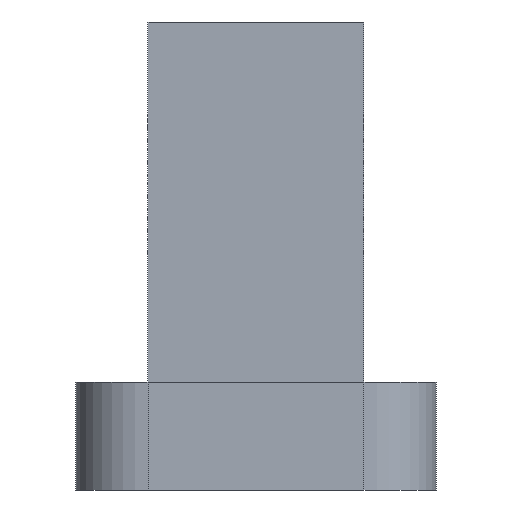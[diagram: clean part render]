
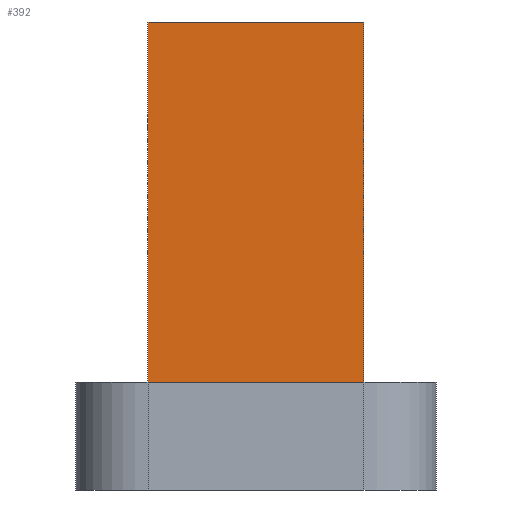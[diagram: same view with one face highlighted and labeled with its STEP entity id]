
A CAD part, left-side view. The second image highlights one B-rep face of the part: STEP entity #392.
In plain terms, the highlighted planar face has unit normal (-1, 0, 0).
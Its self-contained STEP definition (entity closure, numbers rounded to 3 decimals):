
#44=FACE_OUTER_BOUND('',#66,.T.);
#66=EDGE_LOOP('',(#283,#284,#285,#286));
#101=LINE('',#607,#143);
#102=LINE('',#609,#144);
#103=LINE('',#611,#145);
#104=LINE('',#612,#146);
#143=VECTOR('',#492,10.);
#144=VECTOR('',#493,10.);
#145=VECTOR('',#494,10.);
#146=VECTOR('',#495,10.);
#181=VERTEX_POINT('',#605);
#182=VERTEX_POINT('',#606);
#183=VERTEX_POINT('',#608);
#184=VERTEX_POINT('',#610);
#221=EDGE_CURVE('',#181,#182,#101,.T.);
#222=EDGE_CURVE('',#181,#183,#102,.T.);
#223=EDGE_CURVE('',#184,#183,#103,.T.);
#224=EDGE_CURVE('',#182,#184,#104,.T.);
#283=ORIENTED_EDGE('',*,*,#221,.F.);
#284=ORIENTED_EDGE('',*,*,#222,.T.);
#285=ORIENTED_EDGE('',*,*,#223,.F.);
#286=ORIENTED_EDGE('',*,*,#224,.F.);
#376=PLANE('',#437);
#392=ADVANCED_FACE('',(#44),#376,.T.);
#437=AXIS2_PLACEMENT_3D('',#604,#490,#491);
#490=DIRECTION('center_axis',(-1.,0.,0.));
#491=DIRECTION('ref_axis',(0.,-1.,0.));
#492=DIRECTION('',(0.,1.,0.));
#493=DIRECTION('',(0.,0.,1.));
#494=DIRECTION('',(0.,-1.,0.));
#495=DIRECTION('',(0.,0.,1.));
#604=CARTESIAN_POINT('Origin',(1.155,1.609,3.));
#605=CARTESIAN_POINT('',(1.155,-4.391,3.));
#606=CARTESIAN_POINT('',(1.155,1.609,3.));
#607=CARTESIAN_POINT('',(1.155,0.109,3.));
#608=CARTESIAN_POINT('',(1.155,-4.391,13.));
#609=CARTESIAN_POINT('',(1.155,-4.391,3.));
#610=CARTESIAN_POINT('',(1.155,1.609,13.));
#611=CARTESIAN_POINT('',(1.155,1.609,13.));
#612=CARTESIAN_POINT('',(1.155,1.609,3.));
